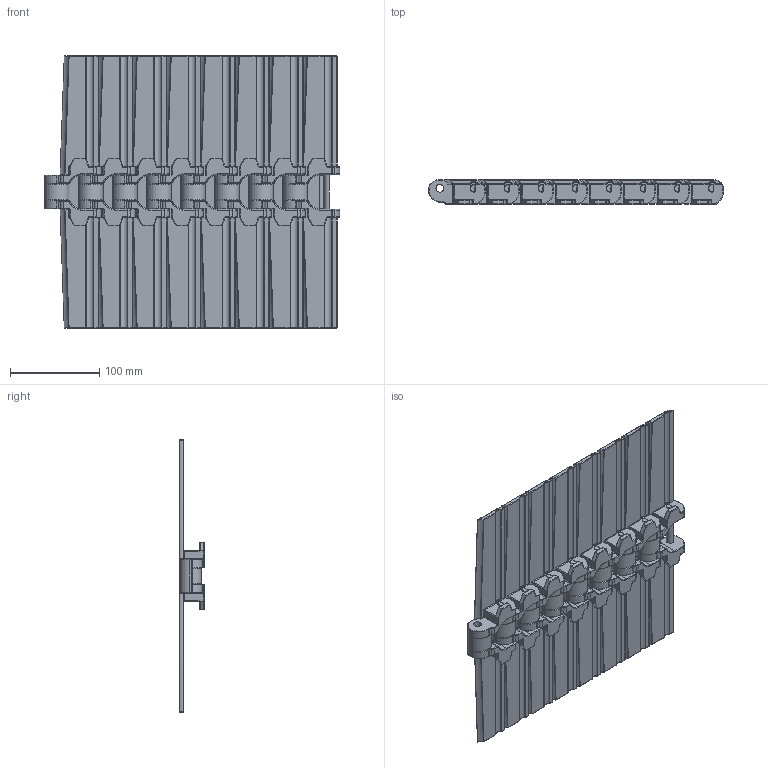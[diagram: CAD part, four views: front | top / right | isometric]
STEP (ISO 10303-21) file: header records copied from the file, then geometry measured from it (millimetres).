
FILE_DESCRIPTION((''),'2;1');
FILE_NAME('882_TAB_ASM','2019-08-30T',('SYSTEM'),(''),'PRO/ENGINEER BY PARAMETRIC TECHNOLOGY CORPORATION, 2016360','PRO/ENGINEER BY PARAMETRIC TECHNOLOGY CORPORATION, 2016360','');
FILE_SCHEMA(('AUTOMOTIVE_DESIGN { 1 0 10303 214 1 1 1 1 }'));
Length unit declared in the file: inch
Products named in the file (4): PIN882_12; 882_TAB1_AS_882_12; 882_12_ASM; 882_TAB_ASM
Assembly tree (10 placements, depth 3):
  882_TAB_ASM
    882_12_ASM  x8
      PIN882_12
      882_TAB1_AS_882_12
Bounding box: 330.2 x 27.69 x 304.8 mm (x, y, z)
Volume: 681288.6 mm3; surface area: 294647.3 mm2
Topology: 16 solids, 16 shells, 2168 faces, 5208 edges, 2848 vertices
Faces by surface type: cylinder 880, torus 464, plane 376, sphere 240, bspline 176, cone 16, extrusion 16
Entity records: 12833 total; most frequent: CARTESIAN_POINT 4420, DIRECTION 1393, ORIENTED_EDGE 1246, EDGE_CURVE 623, AXIS2_PLACEMENT_3D 586, VERTEX_POINT 356, CIRCLE 323, EDGE_LOOP 277
